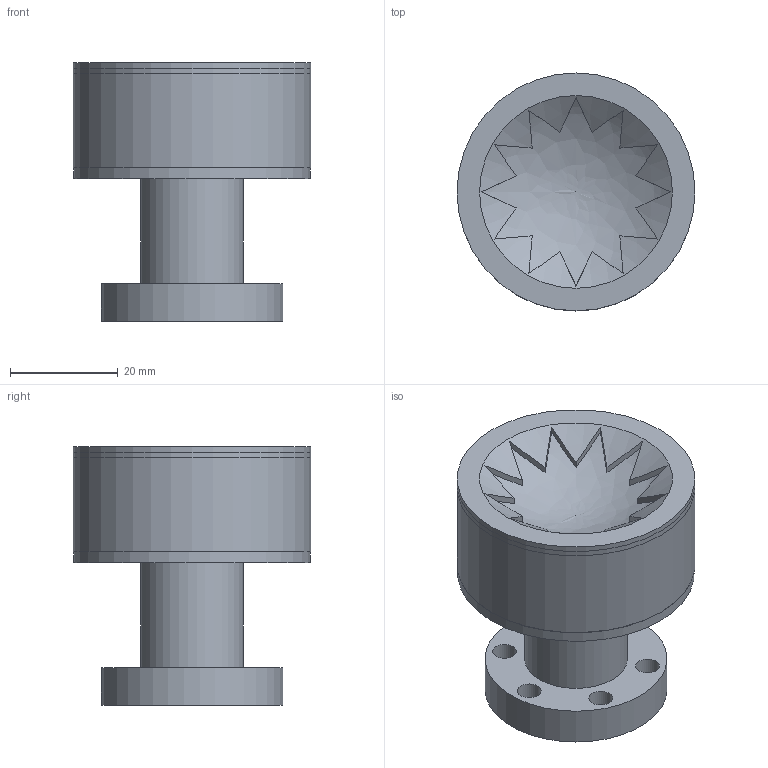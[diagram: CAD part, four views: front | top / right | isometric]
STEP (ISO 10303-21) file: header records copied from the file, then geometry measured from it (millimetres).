
FILE_DESCRIPTION((''),'2;1');
FILE_NAME('461-PBD-C16 AL-469.stp','2015-03-13T12:50:30',('Keith'),(''),'Autodesk Inventor 2013','Autodesk Inventor 2013','');
FILE_SCHEMA(('CONFIG_CONTROL_DESIGN'));
Length unit declared in the file: millimetre
Products named in the file (5): AL-469; x_f_pres_burst_disk; AL-469_2; AL-469_1; 411-CF16-19
Assembly tree (4 placements, depth 2):
  AL-469
    x_f_pres_burst_disk
    AL-469_2
    AL-469_1
    411-CF16-19
Bounding box: 44.2 x 44.2 x 48 mm (x, y, z)
Volume: 19056.3 mm3; surface area: 20120.1 mm2
Topology: 6 solids, 6 shells, 64 faces, 148 edges, 99 vertices
Faces by surface type: plane 39, cylinder 19, cone 4, bspline 2
Full cylindrical faces by diameter (mm): 4.4 x6, 16.65 x1, 17.1 x1, 17.8 x2, 19.05 x1, 19.1 x1, 21.4 x1, 33.8 x1, 35.7 x1, 44 x1, 44.2 x3
Entity records: 1843 total; most frequent: CARTESIAN_POINT 429, DIRECTION 254, ORIENTED_EDGE 232, EDGE_CURVE 116, AXIS2_PLACEMENT_3D 115, EDGE_LOOP 114, VERTEX_POINT 92, FACE_OUTER_BOUND 64
